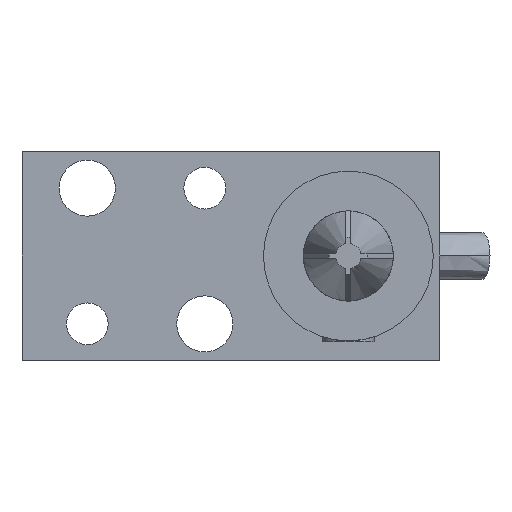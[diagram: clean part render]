
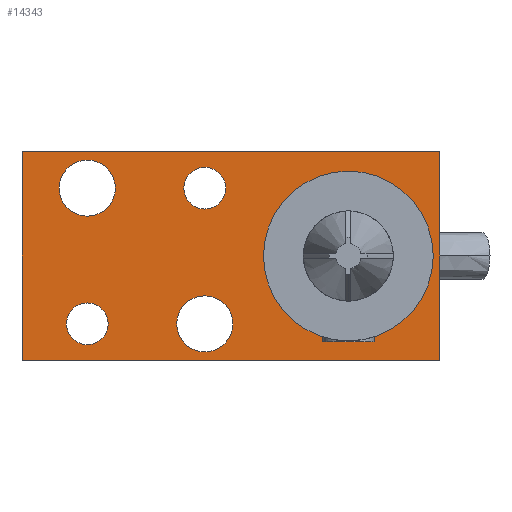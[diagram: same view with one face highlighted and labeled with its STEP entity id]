
A CAD part, front view. The second image highlights one B-rep face of the part: STEP entity #14343.
In plain terms, the highlighted planar face has unit normal (0, -1, 0).
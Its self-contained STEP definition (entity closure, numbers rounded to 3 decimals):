
#104 = FACE_BOUND ( 'NONE', #13452, .T. ) ;
#317 = CARTESIAN_POINT ( 'NONE',  ( -1., 4., 1.8 ) ) ;
#334 = CIRCLE ( 'NONE', #4636, 3.25 ) ;
#379 = CARTESIAN_POINT ( 'NONE',  ( -1., 4., 2.6 ) ) ;
#389 = CARTESIAN_POINT ( 'NONE',  ( 8., 4., 4. ) ) ;
#417 = EDGE_CURVE ( 'NONE', #8933, #6240, #7423, .T. ) ;
#504 = VERTEX_POINT ( 'NONE', #2147 ) ;
#663 = PLANE ( 'NONE',  #3495 ) ;
#738 = EDGE_CURVE ( 'NONE', #1267, #14942, #7859, .T. ) ;
#761 = AXIS2_PLACEMENT_3D ( 'NONE', #8474, #7315, #10025 ) ;
#837 = ORIENTED_EDGE ( 'NONE', *, *, #738, .F. ) ;
#1006 = DIRECTION ( 'NONE',  ( 0., 0., 1. ) ) ;
#1096 = ORIENTED_EDGE ( 'NONE', *, *, #2093, .T. ) ;
#1185 = ORIENTED_EDGE ( 'NONE', *, *, #3706, .F. ) ;
#1245 = DIRECTION ( 'NONE',  ( 0., 0., 1. ) ) ;
#1267 = VERTEX_POINT ( 'NONE', #1877 ) ;
#1581 = DIRECTION ( 'NONE',  ( 0., 0., 1. ) ) ;
#1682 = VERTEX_POINT ( 'NONE', #6634 ) ;
#1812 = DIRECTION ( 'NONE',  ( 0., -1., 0. ) ) ;
#1866 = DIRECTION ( 'NONE',  ( -1., 0., 0. ) ) ;
#1877 = CARTESIAN_POINT ( 'NONE',  ( -8., 4., -4. ) ) ;
#2093 = EDGE_CURVE ( 'NONE', #8638, #14942, #14010, .T. ) ;
#2147 = CARTESIAN_POINT ( 'NONE',  ( -5.5, 4., -3.4 ) ) ;
#2478 = CARTESIAN_POINT ( 'NONE',  ( 8., 4., -6. ) ) ;
#2585 = ORIENTED_EDGE ( 'NONE', *, *, #417, .F. ) ;
#2635 = ORIENTED_EDGE ( 'NONE', *, *, #6770, .F. ) ;
#3189 = DIRECTION ( 'NONE',  ( 0., -1., 0. ) ) ;
#3245 = CARTESIAN_POINT ( 'NONE',  ( -8., 4., 4. ) ) ;
#3314 = ORIENTED_EDGE ( 'NONE', *, *, #5826, .F. ) ;
#3332 = CIRCLE ( 'NONE', #17519, 0.8 ) ;
#3495 = AXIS2_PLACEMENT_3D ( 'NONE', #15823, #7450, #14374 ) ;
#3528 = EDGE_CURVE ( 'NONE', #7966, #1682, #15917, .T. ) ;
#3706 = EDGE_CURVE ( 'NONE', #16357, #6659, #3332, .T. ) ;
#3865 = CARTESIAN_POINT ( 'NONE',  ( -5.5, 4., -2.6 ) ) ;
#4003 = CARTESIAN_POINT ( 'NONE',  ( -1., 4., -2.6 ) ) ;
#4263 = CARTESIAN_POINT ( 'NONE',  ( -8., 4., -4. ) ) ;
#4343 = CARTESIAN_POINT ( 'NONE',  ( -5.5, 4., -1.8 ) ) ;
#4636 = AXIS2_PLACEMENT_3D ( 'NONE', #11608, #4806, #7601 ) ;
#4806 = DIRECTION ( 'NONE',  ( 0., -1., 0. ) ) ;
#4847 = DIRECTION ( 'NONE',  ( 0., -1., 0. ) ) ;
#4883 = CARTESIAN_POINT ( 'NONE',  ( -1., 4., -2.6 ) ) ;
#4921 = DIRECTION ( 'NONE',  ( 0., -1., 0. ) ) ;
#4976 = EDGE_CURVE ( 'NONE', #1682, #7966, #5412, .T. ) ;
#5011 = DIRECTION ( 'NONE',  ( 0., 0., 1. ) ) ;
#5130 = AXIS2_PLACEMENT_3D ( 'NONE', #4883, #13139, #5011 ) ;
#5366 = CIRCLE ( 'NONE', #12503, 0.8 ) ;
#5412 = CIRCLE ( 'NONE', #9657, 1.075 ) ;
#5709 = ORIENTED_EDGE ( 'NONE', *, *, #11031, .F. ) ;
#5794 = DIRECTION ( 'NONE',  ( 0., 0., 1. ) ) ;
#5801 = ORIENTED_EDGE ( 'NONE', *, *, #3528, .F. ) ;
#5826 = EDGE_CURVE ( 'NONE', #6240, #8933, #6431, .T. ) ;
#5896 = EDGE_CURVE ( 'NONE', #14712, #17028, #14536, .T. ) ;
#6240 = VERTEX_POINT ( 'NONE', #15785 ) ;
#6431 = CIRCLE ( 'NONE', #13012, 1.075 ) ;
#6634 = CARTESIAN_POINT ( 'NONE',  ( -5.5, 4., 3.675 ) ) ;
#6659 = VERTEX_POINT ( 'NONE', #14136 ) ;
#6743 = ORIENTED_EDGE ( 'NONE', *, *, #9695, .F. ) ;
#6770 = EDGE_CURVE ( 'NONE', #15809, #504, #14938, .T. ) ;
#7315 = DIRECTION ( 'NONE',  ( 0., -1., 0. ) ) ;
#7423 = CIRCLE ( 'NONE', #5130, 1.075 ) ;
#7450 = DIRECTION ( 'NONE',  ( 0., 1., 0. ) ) ;
#7601 = DIRECTION ( 'NONE',  ( 0., 0., 1. ) ) ;
#7780 = EDGE_LOOP ( 'NONE', ( #6743, #1185 ) ) ;
#7859 = LINE ( 'NONE', #13560, #17020 ) ;
#7966 = VERTEX_POINT ( 'NONE', #10308 ) ;
#8474 = CARTESIAN_POINT ( 'NONE',  ( 4.5, 4., 0. ) ) ;
#8518 = ORIENTED_EDGE ( 'NONE', *, *, #11886, .T. ) ;
#8638 = VERTEX_POINT ( 'NONE', #389 ) ;
#8760 = VERTEX_POINT ( 'NONE', #15250 ) ;
#8801 = VECTOR ( 'NONE', #15175, 1000. ) ;
#8933 = VERTEX_POINT ( 'NONE', #11647 ) ;
#9657 = AXIS2_PLACEMENT_3D ( 'NONE', #14317, #4847, #14446 ) ;
#9695 = EDGE_CURVE ( 'NONE', #6659, #16357, #5366, .T. ) ;
#9781 = VECTOR ( 'NONE', #13865, 1000. ) ;
#10025 = DIRECTION ( 'NONE',  ( 0., 0., 1. ) ) ;
#10278 = EDGE_LOOP ( 'NONE', ( #3314, #2585 ) ) ;
#10308 = CARTESIAN_POINT ( 'NONE',  ( -5.5, 4., 1.525 ) ) ;
#10314 = AXIS2_PLACEMENT_3D ( 'NONE', #15914, #4921, #13178 ) ;
#10364 = VECTOR ( 'NONE', #1866, 1000. ) ;
#10485 = EDGE_LOOP ( 'NONE', ( #8518, #1096, #837, #13437 ) ) ;
#10525 = LINE ( 'NONE', #4263, #8801 ) ;
#10547 = FACE_BOUND ( 'NONE', #16878, .T. ) ;
#10686 = DIRECTION ( 'NONE',  ( 0., -1., 0. ) ) ;
#10897 = AXIS2_PLACEMENT_3D ( 'NONE', #11513, #3189, #11408 ) ;
#11031 = EDGE_CURVE ( 'NONE', #504, #15809, #11091, .T. ) ;
#11091 = CIRCLE ( 'NONE', #10314, 0.8 ) ;
#11408 = DIRECTION ( 'NONE',  ( 0., 0., 1. ) ) ;
#11414 = FACE_BOUND ( 'NONE', #10278, .T. ) ;
#11513 = CARTESIAN_POINT ( 'NONE',  ( -5.5, 4., 2.6 ) ) ;
#11565 = DIRECTION ( 'NONE',  ( 0., -1., 0. ) ) ;
#11608 = CARTESIAN_POINT ( 'NONE',  ( 4.5, 4., 0. ) ) ;
#11647 = CARTESIAN_POINT ( 'NONE',  ( -1., 4., -3.675 ) ) ;
#11805 = DIRECTION ( 'NONE',  ( 0., 0., 1. ) ) ;
#11886 = EDGE_CURVE ( 'NONE', #8760, #8638, #12141, .T. ) ;
#11989 = AXIS2_PLACEMENT_3D ( 'NONE', #3865, #15074, #1581 ) ;
#12141 = LINE ( 'NONE', #2478, #9781 ) ;
#12503 = AXIS2_PLACEMENT_3D ( 'NONE', #379, #1812, #5794 ) ;
#12570 = CARTESIAN_POINT ( 'NONE',  ( 4.5, 4., 3.25 ) ) ;
#12907 = FACE_BOUND ( 'NONE', #7780, .T. ) ;
#13012 = AXIS2_PLACEMENT_3D ( 'NONE', #4003, #10686, #1245 ) ;
#13067 = CARTESIAN_POINT ( 'NONE',  ( -1., 4., 2.6 ) ) ;
#13139 = DIRECTION ( 'NONE',  ( 0., -1., 0. ) ) ;
#13178 = DIRECTION ( 'NONE',  ( 0., 0., 1. ) ) ;
#13437 = ORIENTED_EDGE ( 'NONE', *, *, #16238, .F. ) ;
#13452 = EDGE_LOOP ( 'NONE', ( #17401, #5801 ) ) ;
#13560 = CARTESIAN_POINT ( 'NONE',  ( -8., 4., -6. ) ) ;
#13647 = EDGE_CURVE ( 'NONE', #17028, #14712, #334, .T. ) ;
#13865 = DIRECTION ( 'NONE',  ( 0., 0., 1. ) ) ;
#13926 = ORIENTED_EDGE ( 'NONE', *, *, #5896, .F. ) ;
#14010 = LINE ( 'NONE', #3245, #10364 ) ;
#14136 = CARTESIAN_POINT ( 'NONE',  ( -1., 4., 3.4 ) ) ;
#14317 = CARTESIAN_POINT ( 'NONE',  ( -5.5, 4., 2.6 ) ) ;
#14343 = ADVANCED_FACE ( 'NONE', ( #15037, #104, #11414, #12907, #17588, #10547 ), #663, .F. ) ;
#14372 = EDGE_LOOP ( 'NONE', ( #2635, #5709 ) ) ;
#14374 = DIRECTION ( 'NONE',  ( 0., 0., 1. ) ) ;
#14446 = DIRECTION ( 'NONE',  ( 0., 0., 1. ) ) ;
#14536 = CIRCLE ( 'NONE', #761, 3.25 ) ;
#14712 = VERTEX_POINT ( 'NONE', #12570 ) ;
#14938 = CIRCLE ( 'NONE', #11989, 0.8 ) ;
#14942 = VERTEX_POINT ( 'NONE', #15496 ) ;
#15037 = FACE_BOUND ( 'NONE', #14372, .T. ) ;
#15074 = DIRECTION ( 'NONE',  ( 0., -1., 0. ) ) ;
#15175 = DIRECTION ( 'NONE',  ( -1., 0., 0. ) ) ;
#15250 = CARTESIAN_POINT ( 'NONE',  ( 8., 4., -4. ) ) ;
#15496 = CARTESIAN_POINT ( 'NONE',  ( -8., 4., 4. ) ) ;
#15660 = CARTESIAN_POINT ( 'NONE',  ( 4.5, 4., -3.25 ) ) ;
#15785 = CARTESIAN_POINT ( 'NONE',  ( -1., 4., -1.525 ) ) ;
#15809 = VERTEX_POINT ( 'NONE', #4343 ) ;
#15823 = CARTESIAN_POINT ( 'NONE',  ( -8., 4., -6. ) ) ;
#15914 = CARTESIAN_POINT ( 'NONE',  ( -5.5, 4., -2.6 ) ) ;
#15917 = CIRCLE ( 'NONE', #10897, 1.075 ) ;
#16056 = ORIENTED_EDGE ( 'NONE', *, *, #13647, .F. ) ;
#16238 = EDGE_CURVE ( 'NONE', #8760, #1267, #10525, .T. ) ;
#16357 = VERTEX_POINT ( 'NONE', #317 ) ;
#16878 = EDGE_LOOP ( 'NONE', ( #13926, #16056 ) ) ;
#17020 = VECTOR ( 'NONE', #1006, 1000. ) ;
#17028 = VERTEX_POINT ( 'NONE', #15660 ) ;
#17401 = ORIENTED_EDGE ( 'NONE', *, *, #4976, .F. ) ;
#17519 = AXIS2_PLACEMENT_3D ( 'NONE', #13067, #11565, #11805 ) ;
#17588 = FACE_OUTER_BOUND ( 'NONE', #10485, .T. ) ;
